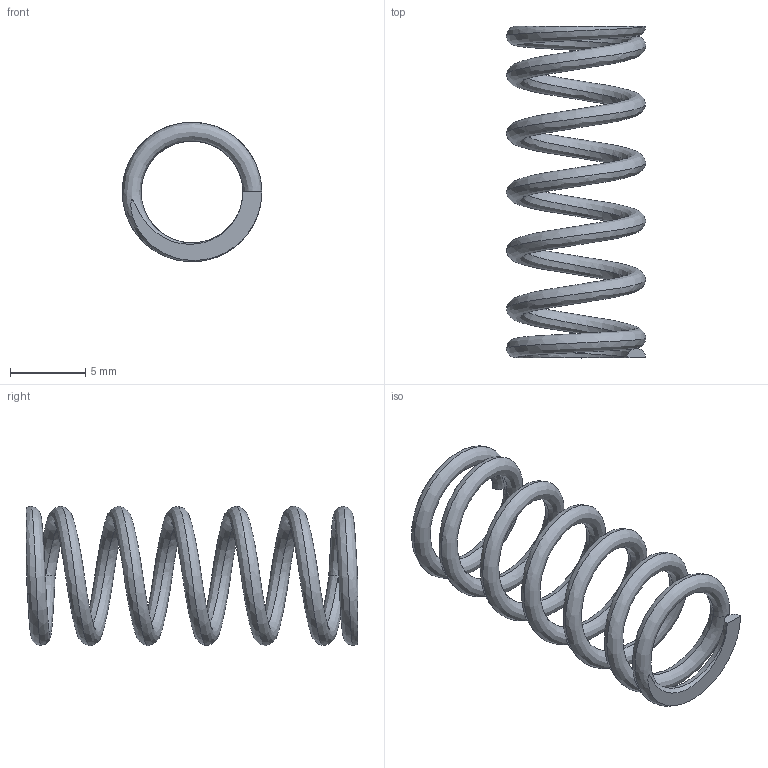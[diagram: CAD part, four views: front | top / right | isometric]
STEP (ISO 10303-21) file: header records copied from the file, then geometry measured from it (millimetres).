
FILE_DESCRIPTION (( 'STEP AP203' ), '1' );
FILE_NAME ('1788-A.STEP', '2016-10-18T10:46:43', ( '' ), ( '' ), 'SwSTEP 2.0', 'SolidWorks 2015', '' );
FILE_SCHEMA (( 'CONFIG_CONTROL_DESIGN' ));
Length unit declared in the file: millimetre
Products named in the file (1): 1788-A
Bounding box: 9.25 x 22 x 9.25 mm (x, y, z)
Volume: 209.4 mm3; surface area: 688.1 mm2
Topology: 1 solids, 1 shells, 10 faces, 16 edges, 8 vertices
Faces by surface type: bspline 6, plane 4
Entity records: 1793 total; most frequent: CARTESIAN_POINT 1575, ORIENTED_EDGE 32, DIRECTION 24, EDGE_CURVE 16, AXIS2_PLACEMENT_3D 11, FACE_OUTER_BOUND 10, ADVANCED_FACE 10, EDGE_LOOP 10
